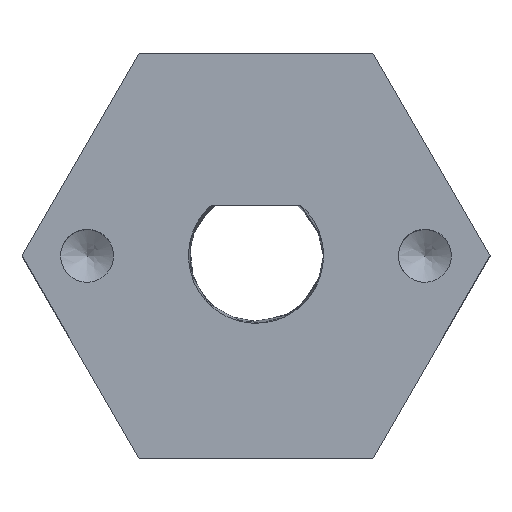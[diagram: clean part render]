
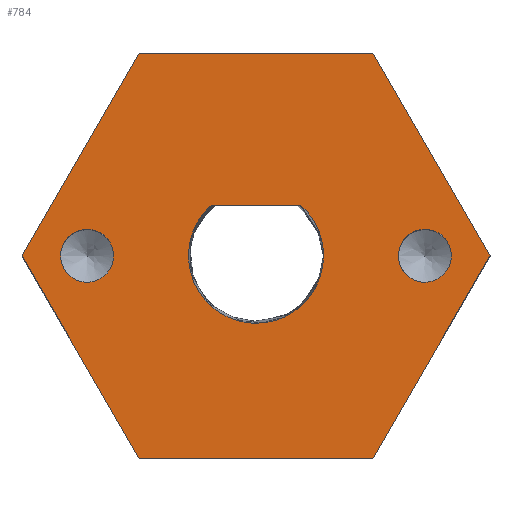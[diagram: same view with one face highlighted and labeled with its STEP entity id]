
A CAD part, top view. The second image highlights one B-rep face of the part: STEP entity #784.
In plain terms, the highlighted free-form (B-spline) face has degree [1, 1] with [2, 2] control points.
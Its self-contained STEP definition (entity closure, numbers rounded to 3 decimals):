
#116 = VERTEX_POINT('',#117);
#117 = CARTESIAN_POINT('',(-5.387,0.,
    4.191));
#124 = EDGE_CURVE('',#116,#116,#125,.T.);
#125 = ( BOUNDED_CURVE() B_SPLINE_CURVE(2,(#126,#127,#128,#129,#130,#131
,#132),.UNSPECIFIED.,.T.,.F.) B_SPLINE_CURVE_WITH_KNOTS((3,2,2,3),(
    3.142,5.236,7.33,9.425),
.PIECEWISE_BEZIER_KNOTS.) CURVE() GEOMETRIC_REPRESENTATION_ITEM() 
RATIONAL_B_SPLINE_CURVE((1.,0.5,1.,0.5,1.,0.5,1.)) REPRESENTATION_ITEM(
  '') );
#126 = CARTESIAN_POINT('',(-5.387,0.,
    4.191));
#127 = CARTESIAN_POINT('',(-5.387,1.264,4.191
    ));
#128 = CARTESIAN_POINT('',(-4.292,0.632,4.191
    ));
#129 = CARTESIAN_POINT('',(-3.198,0.,
    4.191));
#130 = CARTESIAN_POINT('',(-4.292,-0.632,
    4.191));
#131 = CARTESIAN_POINT('',(-5.387,-1.264,
    4.191));
#132 = CARTESIAN_POINT('',(-5.387,0.,
    4.191));
#199 = VERTEX_POINT('',#200);
#200 = CARTESIAN_POINT('',(3.927,0.,
    4.191));
#207 = EDGE_CURVE('',#199,#199,#208,.T.);
#208 = ( BOUNDED_CURVE() B_SPLINE_CURVE(2,(#209,#210,#211,#212,#213,#214
,#215),.UNSPECIFIED.,.T.,.F.) B_SPLINE_CURVE_WITH_KNOTS((3,2,2,3),(
    3.142,5.236,7.33,9.425),
.PIECEWISE_BEZIER_KNOTS.) CURVE() GEOMETRIC_REPRESENTATION_ITEM() 
RATIONAL_B_SPLINE_CURVE((1.,0.5,1.,0.5,1.,0.5,1.)) REPRESENTATION_ITEM(
  '') );
#209 = CARTESIAN_POINT('',(3.927,0.,
    4.191));
#210 = CARTESIAN_POINT('',(3.927,1.264,4.191)
  );
#211 = CARTESIAN_POINT('',(5.022,0.632,4.191)
  );
#212 = CARTESIAN_POINT('',(6.117,0.,
    4.191));
#213 = CARTESIAN_POINT('',(5.022,-0.632,4.191
    ));
#214 = CARTESIAN_POINT('',(3.927,-1.264,4.191
    ));
#215 = CARTESIAN_POINT('',(3.927,0.,
    4.191));
#249 = VERTEX_POINT('',#250);
#250 = CARTESIAN_POINT('',(1.232,1.397,4.191)
  );
#255 = EDGE_CURVE('',#256,#249,#258,.T.);
#256 = VERTEX_POINT('',#257);
#257 = CARTESIAN_POINT('',(-1.232,1.397,4.191
    ));
#258 = B_SPLINE_CURVE_WITH_KNOTS('',1,(#259,#260),.UNSPECIFIED.,.F.,.F.,
  (2,2),(-0.661,1.984),.PIECEWISE_BEZIER_KNOTS.);
#259 = CARTESIAN_POINT('',(-1.232,1.397,4.191
    ));
#260 = CARTESIAN_POINT('',(1.232,1.397,4.191)
  );
#281 = VERTEX_POINT('',#282);
#282 = CARTESIAN_POINT('',(1.863,0.,
    4.191));
#287 = EDGE_CURVE('',#281,#256,#288,.T.);
#288 = ( BOUNDED_CURVE() B_SPLINE_CURVE(2,(#289,#290,#291,#292,#293),
.UNSPECIFIED.,.F.,.F.) B_SPLINE_CURVE_WITH_KNOTS((3,2,3),(2.294
,4.288,6.283),.PIECEWISE_BEZIER_KNOTS.) CURVE() 
GEOMETRIC_REPRESENTATION_ITEM() RATIONAL_B_SPLINE_CURVE((1.,
0.542,1.,0.542,1.)) REPRESENTATION_ITEM('') );
#289 = CARTESIAN_POINT('',(1.863,0.,
    4.191));
#290 = CARTESIAN_POINT('',(1.863,-2.885,4.191)
  );
#291 = CARTESIAN_POINT('',(-0.766,-1.698,
    4.191));
#292 = CARTESIAN_POINT('',(-3.396,-0.511,
    4.191));
#293 = CARTESIAN_POINT('',(-1.232,1.397,4.191
    ));
#303 = EDGE_CURVE('',#249,#281,#304,.T.);
#304 = ( BOUNDED_CURVE() B_SPLINE_CURVE(2,(#305,#306,#307),
.UNSPECIFIED.,.F.,.F.) B_SPLINE_CURVE_WITH_KNOTS((3,3),(1.445,
2.294),.PIECEWISE_BEZIER_KNOTS.) CURVE() 
GEOMETRIC_REPRESENTATION_ITEM() RATIONAL_B_SPLINE_CURVE((1.,
0.911,1.)) REPRESENTATION_ITEM('') );
#305 = CARTESIAN_POINT('',(1.232,1.397,4.191)
  );
#306 = CARTESIAN_POINT('',(1.863,0.841,4.191)
  );
#307 = CARTESIAN_POINT('',(1.863,0.,
    4.191));
#648 = VERTEX_POINT('',#649);
#649 = CARTESIAN_POINT('',(-6.453,0.,
    4.191));
#654 = EDGE_CURVE('',#655,#648,#657,.T.);
#655 = VERTEX_POINT('',#656);
#656 = CARTESIAN_POINT('',(-3.227,5.589,4.191
    ));
#657 = B_SPLINE_CURVE_WITH_KNOTS('',1,(#658,#659),.UNSPECIFIED.,.F.,.F.,
  (2,2),(0.,6.928),.PIECEWISE_BEZIER_KNOTS.);
#658 = CARTESIAN_POINT('',(-3.227,5.589,4.191
    ));
#659 = CARTESIAN_POINT('',(-6.453,0.,
    4.191));
#677 = EDGE_CURVE('',#678,#655,#680,.T.);
#678 = VERTEX_POINT('',#679);
#679 = CARTESIAN_POINT('',(3.227,5.589,4.191)
  );
#680 = B_SPLINE_CURVE_WITH_KNOTS('',1,(#681,#682),.UNSPECIFIED.,.F.,.F.,
  (2,2),(0.,6.928),.PIECEWISE_BEZIER_KNOTS.);
#681 = CARTESIAN_POINT('',(3.227,5.589,4.191)
  );
#682 = CARTESIAN_POINT('',(-3.227,5.589,4.191
    ));
#703 = EDGE_CURVE('',#704,#678,#706,.T.);
#704 = VERTEX_POINT('',#705);
#705 = CARTESIAN_POINT('',(6.453,0.,
    4.191));
#706 = B_SPLINE_CURVE_WITH_KNOTS('',1,(#707,#708),.UNSPECIFIED.,.F.,.F.,
  (2,2),(0.,6.928),.PIECEWISE_BEZIER_KNOTS.);
#707 = CARTESIAN_POINT('',(6.453,0.,
    4.191));
#708 = CARTESIAN_POINT('',(3.227,5.589,4.191)
  );
#726 = EDGE_CURVE('',#727,#704,#729,.T.);
#727 = VERTEX_POINT('',#728);
#728 = CARTESIAN_POINT('',(3.227,-5.589,4.191
    ));
#729 = B_SPLINE_CURVE_WITH_KNOTS('',1,(#730,#731),.UNSPECIFIED.,.F.,.F.,
  (2,2),(0.,6.928),.PIECEWISE_BEZIER_KNOTS.);
#730 = CARTESIAN_POINT('',(3.227,-5.589,4.191
    ));
#731 = CARTESIAN_POINT('',(6.453,0.,
    4.191));
#749 = EDGE_CURVE('',#750,#727,#752,.T.);
#750 = VERTEX_POINT('',#751);
#751 = CARTESIAN_POINT('',(-3.227,-5.589,
    4.191));
#752 = B_SPLINE_CURVE_WITH_KNOTS('',1,(#753,#754),.UNSPECIFIED.,.F.,.F.,
  (2,2),(0.,6.928),.PIECEWISE_BEZIER_KNOTS.);
#753 = CARTESIAN_POINT('',(-3.227,-5.589,
    4.191));
#754 = CARTESIAN_POINT('',(3.227,-5.589,4.191
    ));
#772 = EDGE_CURVE('',#648,#750,#773,.T.);
#773 = B_SPLINE_CURVE_WITH_KNOTS('',1,(#774,#775),.UNSPECIFIED.,.F.,.F.,
  (2,2),(0.,6.928),.PIECEWISE_BEZIER_KNOTS.);
#774 = CARTESIAN_POINT('',(-6.453,0.,
    4.191));
#775 = CARTESIAN_POINT('',(-3.227,-5.589,
    4.191));
#784 = ADVANCED_FACE('',(#785,#793,#796,#799),#804,.T.);
#785 = FACE_BOUND('',#786,.T.);
#786 = EDGE_LOOP('',(#787,#788,#789,#790,#791,#792));
#787 = ORIENTED_EDGE('',*,*,#772,.T.);
#788 = ORIENTED_EDGE('',*,*,#749,.T.);
#789 = ORIENTED_EDGE('',*,*,#726,.T.);
#790 = ORIENTED_EDGE('',*,*,#703,.T.);
#791 = ORIENTED_EDGE('',*,*,#677,.T.);
#792 = ORIENTED_EDGE('',*,*,#654,.T.);
#793 = FACE_BOUND('',#794,.T.);
#794 = EDGE_LOOP('',(#795));
#795 = ORIENTED_EDGE('',*,*,#124,.T.);
#796 = FACE_BOUND('',#797,.T.);
#797 = EDGE_LOOP('',(#798));
#798 = ORIENTED_EDGE('',*,*,#207,.T.);
#799 = FACE_BOUND('',#800,.T.);
#800 = EDGE_LOOP('',(#801,#802,#803));
#801 = ORIENTED_EDGE('',*,*,#255,.T.);
#802 = ORIENTED_EDGE('',*,*,#303,.T.);
#803 = ORIENTED_EDGE('',*,*,#287,.T.);
#804 = B_SPLINE_SURFACE_WITH_KNOTS('',1,1,(
    (#805,#806)
    ,(#807,#808
    )),.UNSPECIFIED.,.F.,.F.,.F.,(2,2),(2,2),(-6.928,
    6.928),(-6.,6.),.PIECEWISE_BEZIER_KNOTS.);
#805 = CARTESIAN_POINT('',(-6.453,-5.589,
    4.191));
#806 = CARTESIAN_POINT('',(-6.453,5.589,4.191
    ));
#807 = CARTESIAN_POINT('',(6.453,-5.589,4.191
    ));
#808 = CARTESIAN_POINT('',(6.453,5.589,4.191)
  );
